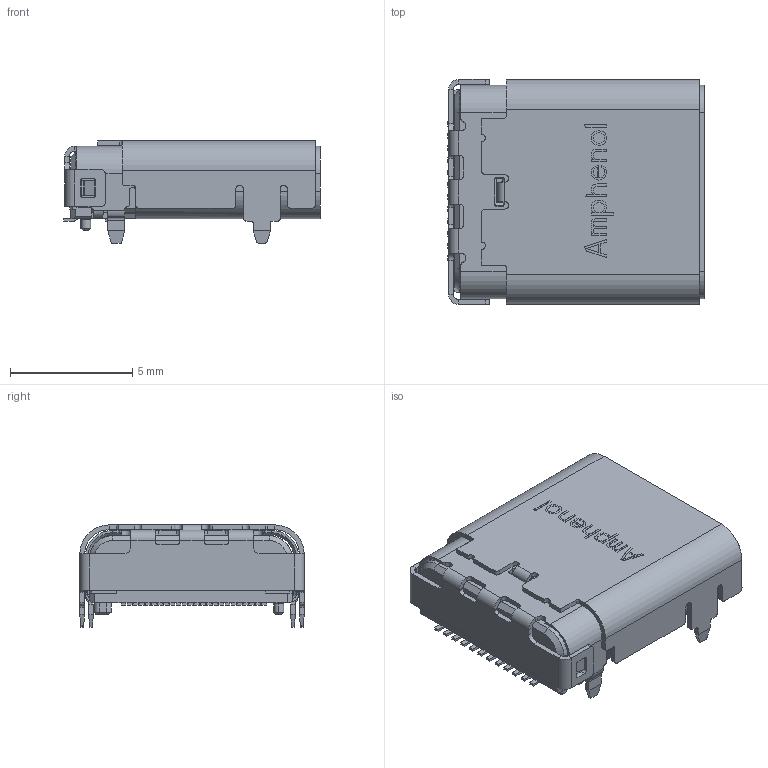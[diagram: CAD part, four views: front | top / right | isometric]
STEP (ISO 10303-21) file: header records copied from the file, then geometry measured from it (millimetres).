
FILE_DESCRIPTION(('CAx-IF Rec.Pracs.---Model Styling and Organization---1.5---2016-08-15','CAx-IF Rec.Pracs.---Geometric and Assembly Validation Properties---4.4---2016-08-17','CAx-IF Rec.Pracs.---User Defined Attributes---1.5---2016-08-15','CAx-IF Rec.Pracs.---External References---2.1---2005-01-19'),'2;1');
FILE_NAME('16584748.step','2023-05-16T19:10:33',('Unspecified'),('Unspecified'),'CAD Exchanger 3.8.1 (cadexchanger.com)','Unspecified','');
FILE_SCHEMA(('AUTOMOTIVE_DESIGN { 1 0 10303 214 1 1 1 1 }'));
Products named in the file (1): C12401849
Bounding box: 10.49 x 9.2 x 4.18 mm (x, y, z)
Volume: 158.9 mm3; surface area: 927.6 mm2
Topology: 2 solids, 67 shells, 2312 faces, 6260 edges, 4062 vertices
Faces by surface type: plane 1844, cylinder 353, cone 80, torus 16, sphere 14, bspline 5
Entity records: 72597 total; most frequent: CARTESIAN_POINT 13979, ORIENTED_EDGE 12496, DIRECTION 11612, EDGE_CURVE 6248, LINE 5128, VECTOR 5128, VERTEX_POINT 4062, AXIS2_PLACEMENT_3D 3242
